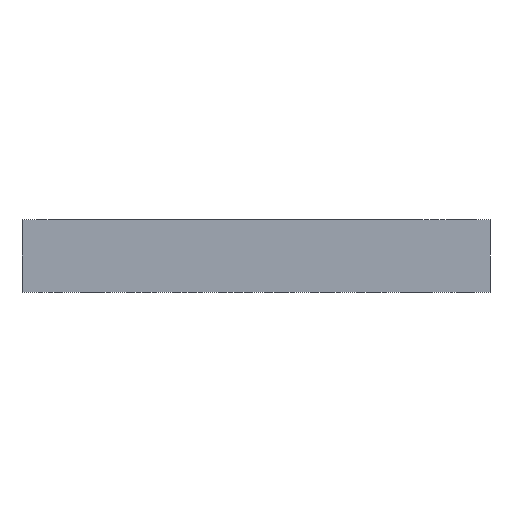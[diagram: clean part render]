
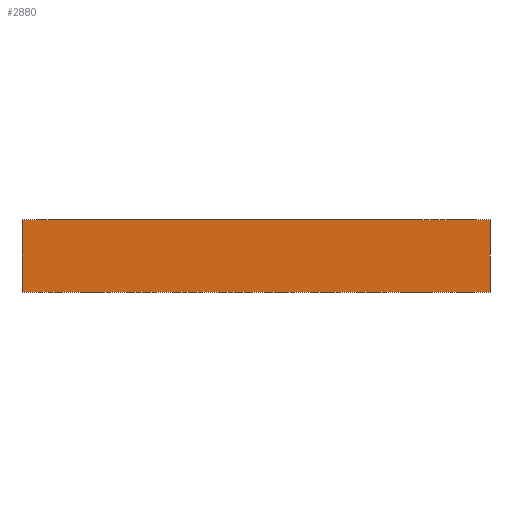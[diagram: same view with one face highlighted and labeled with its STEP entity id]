
A CAD part, front view. The second image highlights one B-rep face of the part: STEP entity #2880.
In plain terms, the highlighted planar face has unit normal (0, -1, 0).
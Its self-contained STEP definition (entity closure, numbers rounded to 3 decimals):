
#238=PLANE('',#3273);
#393=FACE_OUTER_BOUND('',#617,.T.);
#617=EDGE_LOOP('',(#2578,#2579,#2580,#2581));
#842=LINE('',#4947,#1010);
#850=LINE('',#4980,#1018);
#851=LINE('',#4981,#1019);
#852=LINE('',#4982,#1020);
#1010=VECTOR('',#4156,10.);
#1018=VECTOR('',#4190,10.);
#1019=VECTOR('',#4191,10.);
#1020=VECTOR('',#4192,10.);
#1474=VERTEX_POINT('',#4945);
#1475=VERTEX_POINT('',#4946);
#1486=VERTEX_POINT('',#4978);
#1487=VERTEX_POINT('',#4979);
#1858=EDGE_CURVE('',#1474,#1475,#842,.T.);
#1874=EDGE_CURVE('',#1486,#1487,#850,.T.);
#1875=EDGE_CURVE('',#1487,#1475,#851,.T.);
#1876=EDGE_CURVE('',#1486,#1474,#852,.T.);
#2578=ORIENTED_EDGE('',*,*,#1874,.T.);
#2579=ORIENTED_EDGE('',*,*,#1875,.T.);
#2580=ORIENTED_EDGE('',*,*,#1858,.F.);
#2581=ORIENTED_EDGE('',*,*,#1876,.F.);
#2880=ADVANCED_FACE('',(#393),#238,.T.);
#3273=AXIS2_PLACEMENT_3D('',#4977,#4188,#4189);
#4156=DIRECTION('',(1.,0.,0.));
#4188=DIRECTION('center_axis',(0.,-1.,0.));
#4189=DIRECTION('ref_axis',(1.,0.,0.));
#4190=DIRECTION('',(1.,0.,0.));
#4191=DIRECTION('',(0.,0.,1.));
#4192=DIRECTION('',(0.,0.,1.));
#4945=CARTESIAN_POINT('',(-32.4,-32.4,10.));
#4946=CARTESIAN_POINT('',(32.4,-32.4,10.));
#4947=CARTESIAN_POINT('',(32.4,-32.4,10.));
#4977=CARTESIAN_POINT('Origin',(-32.4,-32.4,0.));
#4978=CARTESIAN_POINT('',(-32.4,-32.4,0.));
#4979=CARTESIAN_POINT('',(32.4,-32.4,0.));
#4980=CARTESIAN_POINT('',(-32.4,-32.4,0.));
#4981=CARTESIAN_POINT('',(32.4,-32.4,0.));
#4982=CARTESIAN_POINT('',(-32.4,-32.4,0.));
